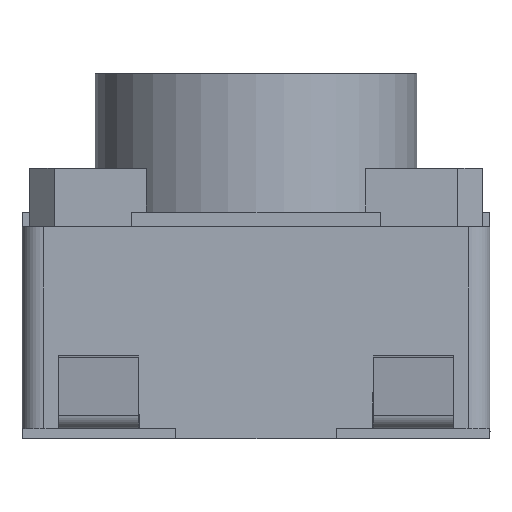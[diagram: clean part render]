
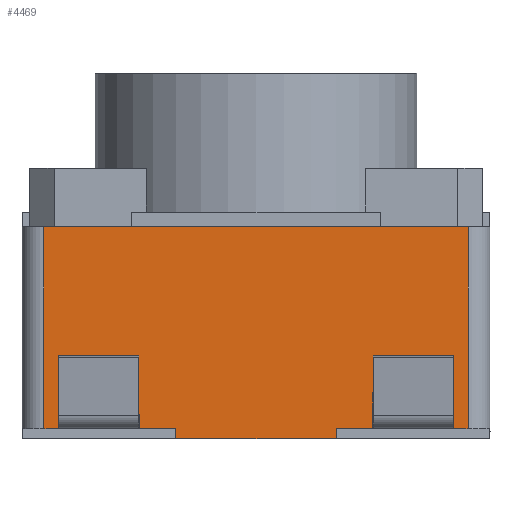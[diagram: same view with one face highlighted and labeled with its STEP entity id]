
A CAD part, left-side view. The second image highlights one B-rep face of the part: STEP entity #4469.
In plain terms, the highlighted planar face has unit normal (-1, 0, 0).
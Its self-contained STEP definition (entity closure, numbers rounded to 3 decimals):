
#213=LINE('',#7303,#361);
#214=LINE('',#7306,#362);
#215=LINE('',#7308,#363);
#216=LINE('',#7310,#364);
#217=LINE('',#7312,#365);
#218=LINE('',#7314,#366);
#219=LINE('',#7316,#367);
#220=LINE('',#7318,#368);
#221=LINE('',#7320,#369);
#222=LINE('',#7322,#370);
#223=LINE('',#7324,#371);
#224=LINE('',#7326,#372);
#225=LINE('',#7328,#373);
#226=LINE('',#7330,#374);
#227=LINE('',#7332,#375);
#228=LINE('',#7334,#376);
#361=VECTOR('',#5336,1000.);
#362=VECTOR('',#5337,1000.);
#363=VECTOR('',#5338,1000.);
#364=VECTOR('',#5339,1000.);
#365=VECTOR('',#5340,1000.);
#366=VECTOR('',#5341,1000.);
#367=VECTOR('',#5342,1000.);
#368=VECTOR('',#5343,1000.);
#369=VECTOR('',#5344,1000.);
#370=VECTOR('',#5345,1000.);
#371=VECTOR('',#5346,1000.);
#372=VECTOR('',#5347,1000.);
#373=VECTOR('',#5348,1000.);
#374=VECTOR('',#5349,1000.);
#375=VECTOR('',#5350,1000.);
#376=VECTOR('',#5351,1000.);
#1364=ORIENTED_EDGE('',*,*,#2331,.T.);
#1365=ORIENTED_EDGE('',*,*,#2332,.F.);
#1366=ORIENTED_EDGE('',*,*,#2333,.F.);
#1367=ORIENTED_EDGE('',*,*,#2334,.T.);
#1368=ORIENTED_EDGE('',*,*,#2335,.T.);
#1369=ORIENTED_EDGE('',*,*,#2336,.F.);
#1370=ORIENTED_EDGE('',*,*,#2337,.T.);
#1371=ORIENTED_EDGE('',*,*,#2338,.T.);
#1372=ORIENTED_EDGE('',*,*,#2339,.T.);
#1373=ORIENTED_EDGE('',*,*,#2340,.F.);
#1374=ORIENTED_EDGE('',*,*,#2341,.F.);
#1375=ORIENTED_EDGE('',*,*,#2342,.T.);
#1376=ORIENTED_EDGE('',*,*,#2343,.T.);
#1377=ORIENTED_EDGE('',*,*,#2344,.F.);
#1378=ORIENTED_EDGE('',*,*,#2345,.F.);
#1379=ORIENTED_EDGE('',*,*,#2346,.F.);
#2331=EDGE_CURVE('',#2941,#2942,#213,.F.);
#2332=EDGE_CURVE('',#2943,#2942,#214,.F.);
#2333=EDGE_CURVE('',#2944,#2943,#215,.T.);
#2334=EDGE_CURVE('',#2944,#2945,#216,.F.);
#2335=EDGE_CURVE('',#2945,#2946,#217,.F.);
#2336=EDGE_CURVE('',#2947,#2946,#218,.T.);
#2337=EDGE_CURVE('',#2947,#2948,#219,.F.);
#2338=EDGE_CURVE('',#2948,#2949,#220,.T.);
#2339=EDGE_CURVE('',#2949,#2950,#221,.F.);
#2340=EDGE_CURVE('',#2951,#2950,#222,.F.);
#2341=EDGE_CURVE('',#2952,#2951,#223,.T.);
#2342=EDGE_CURVE('',#2952,#2953,#224,.F.);
#2343=EDGE_CURVE('',#2953,#2954,#225,.F.);
#2344=EDGE_CURVE('',#2955,#2954,#226,.F.);
#2345=EDGE_CURVE('',#2956,#2955,#227,.F.);
#2346=EDGE_CURVE('',#2941,#2956,#228,.T.);
#2941=VERTEX_POINT('',#7304);
#2942=VERTEX_POINT('',#7305);
#2943=VERTEX_POINT('',#7307);
#2944=VERTEX_POINT('',#7309);
#2945=VERTEX_POINT('',#7311);
#2946=VERTEX_POINT('',#7313);
#2947=VERTEX_POINT('',#7315);
#2948=VERTEX_POINT('',#7317);
#2949=VERTEX_POINT('',#7319);
#2950=VERTEX_POINT('',#7321);
#2951=VERTEX_POINT('',#7323);
#2952=VERTEX_POINT('',#7325);
#2953=VERTEX_POINT('',#7327);
#2954=VERTEX_POINT('',#7329);
#2955=VERTEX_POINT('',#7331);
#2956=VERTEX_POINT('',#7333);
#3799=EDGE_LOOP('',(#1364,#1365,#1366,#1367,#1368,#1369,#1370,#1371,#1372,
#1373,#1374,#1375,#1376,#1377,#1378,#1379));
#4046=FACE_BOUND('',#3799,.T.);
#4266=PLANE('',#4760);
#4469=ADVANCED_FACE('',(#4046),#4266,.F.);
#4760=AXIS2_PLACEMENT_3D('',#7302,#5334,#5335);
#5334=DIRECTION('',(1.,0.,0.));
#5335=DIRECTION('',(0.,1.,0.));
#5336=DIRECTION('',(0.,1.,0.));
#5337=DIRECTION('',(0.,0.,1.));
#5338=DIRECTION('',(0.,1.,0.));
#5339=DIRECTION('',(0.,0.,1.));
#5340=DIRECTION('',(0.,1.,0.));
#5341=DIRECTION('',(0.,0.,1.));
#5342=DIRECTION('',(0.,1.,0.));
#5343=DIRECTION('',(0.,0.,1.));
#5344=DIRECTION('',(0.,1.,0.));
#5345=DIRECTION('',(0.,0.,1.));
#5346=DIRECTION('',(0.,1.,0.));
#5347=DIRECTION('',(0.,0.,1.));
#5348=DIRECTION('',(0.,1.,0.));
#5349=DIRECTION('',(0.,0.,1.));
#5350=DIRECTION('',(0.,1.,0.));
#5351=DIRECTION('',(0.,0.,1.));
#7302=CARTESIAN_POINT('',(-2.09,0.,0.725));
#7303=CARTESIAN_POINT('',(-2.09,0.,0.07));
#7304=CARTESIAN_POINT('',(-2.09,1.45,0.07));
#7305=CARTESIAN_POINT('',(-2.09,1.35,0.07));
#7306=CARTESIAN_POINT('',(-2.09,1.35,0.725));
#7307=CARTESIAN_POINT('',(-2.09,1.35,0.169));
#7308=CARTESIAN_POINT('',(-2.09,0.,0.169));
#7309=CARTESIAN_POINT('',(-2.09,0.8,0.169));
#7310=CARTESIAN_POINT('',(-2.09,0.8,0.725));
#7311=CARTESIAN_POINT('',(-2.09,0.8,0.07));
#7312=CARTESIAN_POINT('',(-2.09,0.,0.07));
#7313=CARTESIAN_POINT('',(-2.09,0.55,0.07));
#7314=CARTESIAN_POINT('',(-2.09,0.55,0.725));
#7315=CARTESIAN_POINT('',(-2.09,0.55,0.));
#7316=CARTESIAN_POINT('',(-2.09,0.,0.));
#7317=CARTESIAN_POINT('',(-2.09,-0.55,0.));
#7318=CARTESIAN_POINT('',(-2.09,-0.55,0.725));
#7319=CARTESIAN_POINT('',(-2.09,-0.55,0.07));
#7320=CARTESIAN_POINT('',(-2.09,0.,0.07));
#7321=CARTESIAN_POINT('',(-2.09,-0.8,0.07));
#7322=CARTESIAN_POINT('',(-2.09,-0.8,0.725));
#7323=CARTESIAN_POINT('',(-2.09,-0.8,0.169));
#7324=CARTESIAN_POINT('',(-2.09,0.,0.169));
#7325=CARTESIAN_POINT('',(-2.09,-1.35,0.169));
#7326=CARTESIAN_POINT('',(-2.09,-1.35,0.725));
#7327=CARTESIAN_POINT('',(-2.09,-1.35,0.07));
#7328=CARTESIAN_POINT('',(-2.09,0.,0.07));
#7329=CARTESIAN_POINT('',(-2.09,-1.45,0.07));
#7330=CARTESIAN_POINT('',(-2.09,-1.45,0.725));
#7331=CARTESIAN_POINT('',(-2.09,-1.45,1.45));
#7332=CARTESIAN_POINT('',(-2.09,0.,1.45));
#7333=CARTESIAN_POINT('',(-2.09,1.45,1.45));
#7334=CARTESIAN_POINT('',(-2.09,1.45,0.725));
